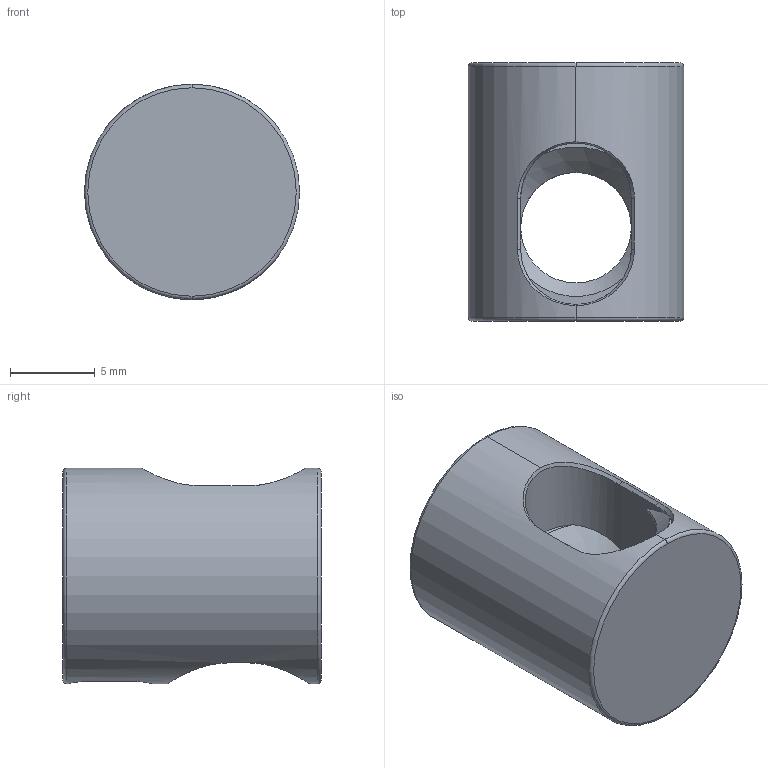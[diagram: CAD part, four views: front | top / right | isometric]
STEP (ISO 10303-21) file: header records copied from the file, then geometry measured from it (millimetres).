
FILE_DESCRIPTION (( 'STEP AP214' ), '1' );
FILE_NAME ('release_pin.step', '2018-08-14T22:57:37', ( '' ), ( '' ), 'SwSTEP 2.0', 'SolidWorks 2016', '' );
FILE_SCHEMA (( 'AUTOMOTIVE_DESIGN' ));
Length unit declared in the file: millimetre
Products named in the file (1): release_pin
Bounding box: 12.7 x 15.24 x 12.7 mm (x, y, z)
Volume: 1344.6 mm3; surface area: 1066 mm2
Topology: 1 solids, 1 shells, 37 faces, 95 edges, 58 vertices
Faces by surface type: plane 16, cylinder 9, bspline 6, torus 4, cone 2
Entity records: 3961 total; most frequent: CARTESIAN_POINT 3105, ORIENTED_EDGE 190, DIRECTION 143, EDGE_CURVE 95, VERTEX_POINT 58, AXIS2_PLACEMENT_3D 54, B_SPLINE_CURVE_WITH_KNOTS 38, EDGE_LOOP 37
